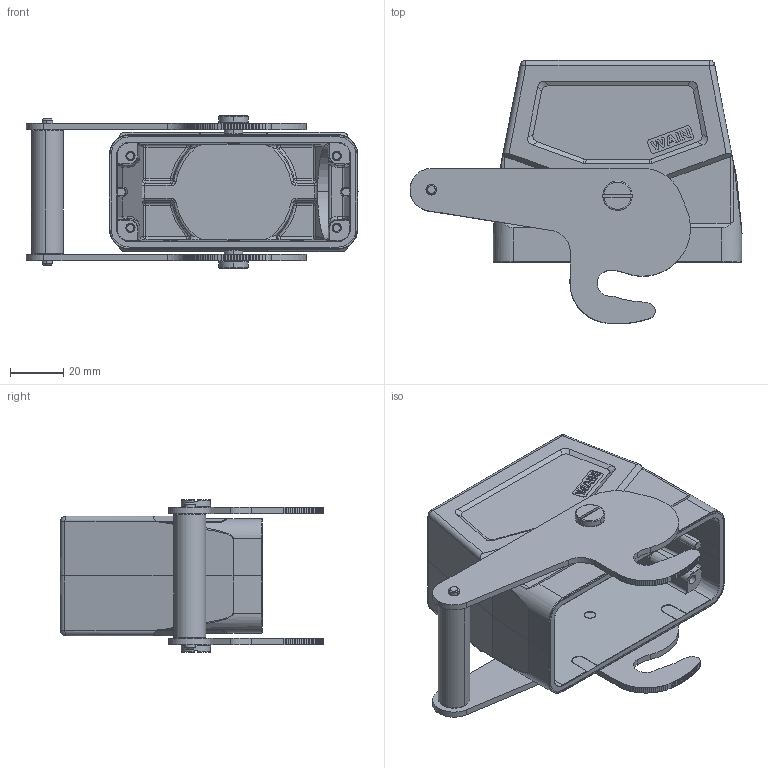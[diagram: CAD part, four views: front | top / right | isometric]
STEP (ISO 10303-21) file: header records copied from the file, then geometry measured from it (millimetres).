
FILE_DESCRIPTION((''),'2;1');
FILE_NAME('PRT0001','2017-10-20T',('sy.ji'),(''),'PRO/ENGINEER BY PARAMETRIC TECHNOLOGY CORPORATION, 2014310','PRO/ENGINEER BY PARAMETRIC TECHNOLOGY CORPORATION, 2014310','');
FILE_SCHEMA(('CONFIG_CONTROL_DESIGN'));
Length unit declared in the file: millimetre
Products named in the file (1): PRT0001
Bounding box: 124.72 x 99.05 x 57.45 mm (x, y, z)
Volume: 97015.2 mm3; surface area: 57747.3 mm2
Topology: 1 solids, 1 shells, 688 faces, 1887 edges, 1212 vertices
Faces by surface type: cylinder 305, plane 259, bspline 38, torus 32, cone 30, sphere 24
Entity records: 24460 total; most frequent: CARTESIAN_POINT 7136, ORIENTED_EDGE 3722, DIRECTION 3508, EDGE_CURVE 1861, AXIS2_PLACEMENT_3D 1285, VERTEX_POINT 1212, VECTOR 938, LINE 938
